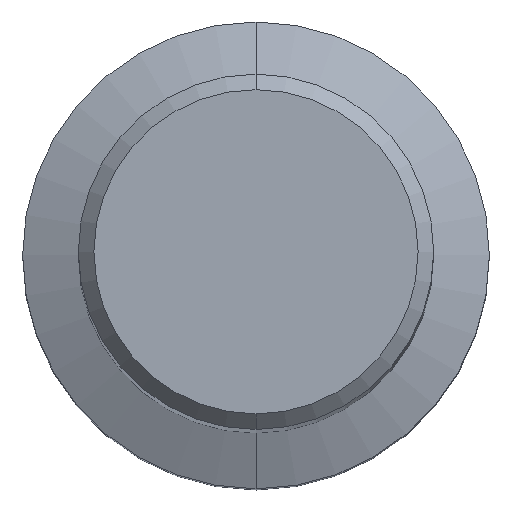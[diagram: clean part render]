
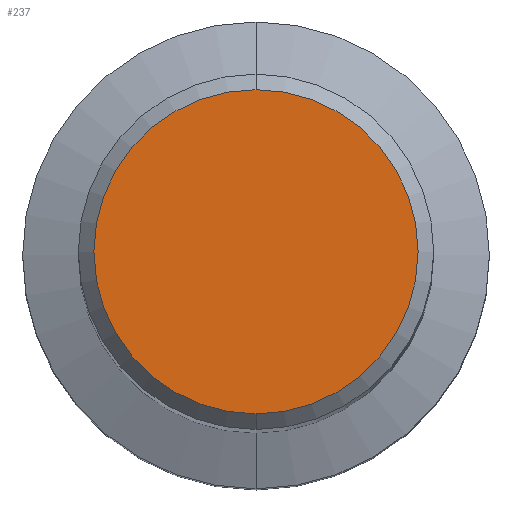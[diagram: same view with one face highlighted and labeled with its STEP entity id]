
A CAD part, top view. The second image highlights one B-rep face of the part: STEP entity #237.
In plain terms, the highlighted planar face has unit normal (0, 0, 1).
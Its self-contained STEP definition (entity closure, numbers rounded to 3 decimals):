
#237=ADVANCED_FACE('',(#598),#599,.T.);
#309=VERTEX_POINT('',#678);
#355=EDGE_CURVE('',#509,#309,#726,.T.);
#449=EDGE_CURVE('',#309,#509,#835,.T.);
#509=VERTEX_POINT('',#898);
#598=FACE_OUTER_BOUND('',#1046,.T.);
#599=PLANE('',#1047);
#678=CARTESIAN_POINT('',(0.0,6.25,0.0));
#726=CIRCLE('',#1326,6.25);
#835=CIRCLE('',#1522,6.25);
#898=CARTESIAN_POINT('',(0.,-6.25,0.0));
#1046=EDGE_LOOP('',(#1766,#1767));
#1047=AXIS2_PLACEMENT_3D('',#1768,#1769,#1770);
#1326=AXIS2_PLACEMENT_3D('',#1892,#1893,#1894);
#1522=AXIS2_PLACEMENT_3D('',#2052,#2053,#2054);
#1766=ORIENTED_EDGE('',*,*,#449,.F.);
#1767=ORIENTED_EDGE('',*,*,#355,.F.);
#1768=CARTESIAN_POINT('',(0.0,3.125,0.0));
#1769=DIRECTION('',(-0.0,0.0,1.0));
#1770=DIRECTION('',(0.0,-1.0,0.0));
#1892=CARTESIAN_POINT('',(0.0,0.0,0.0));
#1893=DIRECTION('',(0.0,0.0,-1.0));
#1894=DIRECTION('',(0.0,1.0,0.0));
#2052=CARTESIAN_POINT('',(0.0,0.0,0.0));
#2053=DIRECTION('',(0.0,0.0,-1.0));
#2054=DIRECTION('',(0.0,1.0,0.0));
